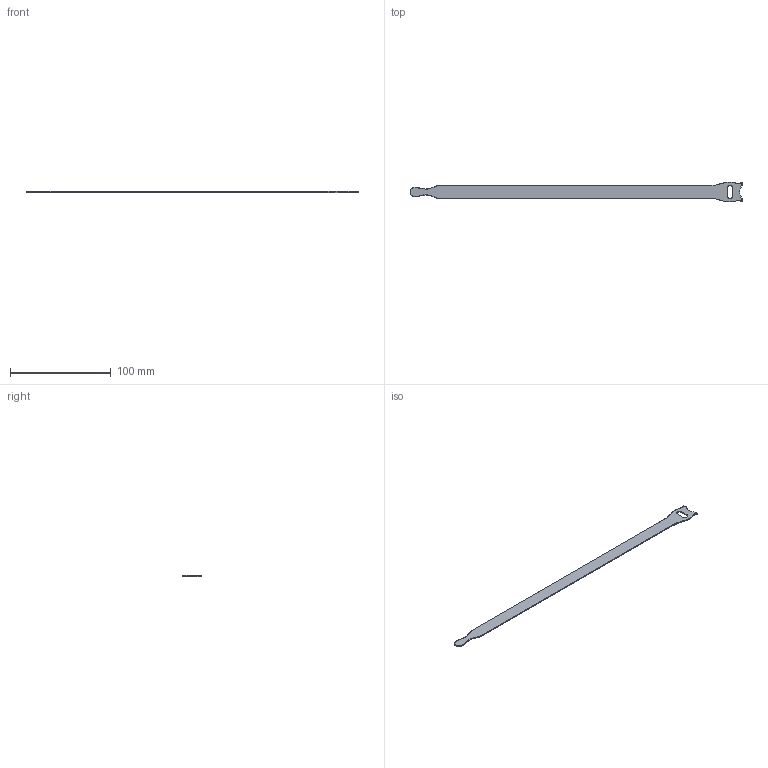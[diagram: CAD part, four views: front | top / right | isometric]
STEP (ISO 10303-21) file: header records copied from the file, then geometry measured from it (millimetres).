
FILE_DESCRIPTION (( 'STEP AP214' ), '1' );
FILE_NAME ('11-KK20150FRT.STEP', '2024-07-31T08:40:58', ( '' ), ( '' ), 'SwSTEP 2.0', 'SolidWorks 2022', '' );
FILE_SCHEMA (( 'AUTOMOTIVE_DESIGN' ));
Length unit declared in the file: millimetre
Products named in the file (1): 11-KK20150FRT
Bounding box: 330 x 19.75 x 1 mm (x, y, z)
Volume: 4190.1 mm3; surface area: 9042.4 mm2
Topology: 1 solids, 1 shells, 53 faces, 119 edges, 64 vertices
Faces by surface type: cylinder 19, bspline 12, plane 8, sphere 8, torus 6
Entity records: 3184 total; most frequent: CARTESIAN_POINT 1789, DIRECTION 233, ORIENTED_EDGE 222, EDGE_CURVE 111, AXIS2_PLACEMENT_3D 96, VERTEX_POINT 60, EDGE_LOOP 55, CIRCLE 54
